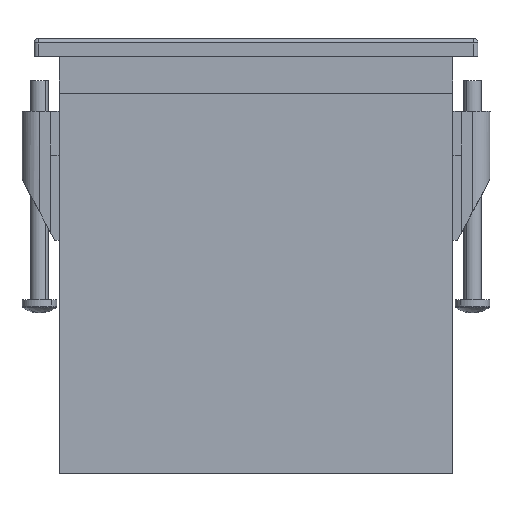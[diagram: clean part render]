
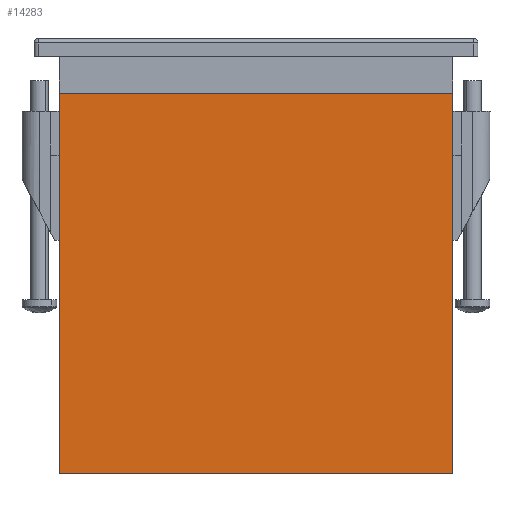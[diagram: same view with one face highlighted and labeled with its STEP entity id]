
A CAD part, front view. The second image highlights one B-rep face of the part: STEP entity #14283.
In plain terms, the highlighted planar face has unit normal (0, -1, 0).
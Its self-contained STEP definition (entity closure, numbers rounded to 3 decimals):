
#946 = EDGE_CURVE ( 'NONE', #24143, #30543, #8020, .T. ) ;
#953 = EDGE_CURVE ( 'NONE', #24143, #24141, #8034, .T. ) ;
#955 = EDGE_CURVE ( 'NONE', #24141, #30546, #8038, .T. ) ;
#7792 = CARTESIAN_POINT ( 'NONE',  ( 45., -20.5, -90.5 ) ) ;
#7797 = PLANE ( 'NONE',  #38238 ) ;
#7802 = DIRECTION ( 'NONE',  ( 0., 1., 0. ) ) ;
#7803 = DIRECTION ( 'NONE',  ( 0., 0., 1. ) ) ;
#8020 = LINE ( 'NONE', #16310, #8021 ) ;
#8021 = VECTOR ( 'NONE', #16311, 1000. ) ;
#8034 = LINE ( 'NONE', #16314, #8035 ) ;
#8035 = VECTOR ( 'NONE', #16325, 1000. ) ;
#8038 = LINE ( 'NONE', #16327, #8039 ) ;
#8039 = VECTOR ( 'NONE', #16343, 1000. ) ;
#14283 = ADVANCED_FACE ( 'NONE', ( #24923 ), #7797, .F. ) ;
#15111 = ORIENTED_EDGE ( 'NONE', *, *, #955, .T. ) ;
#15112 = ORIENTED_EDGE ( 'NONE', *, *, #27538, .F. ) ;
#15113 = ORIENTED_EDGE ( 'NONE', *, *, #946, .F. ) ;
#15114 = ORIENTED_EDGE ( 'NONE', *, *, #953, .T. ) ;
#16310 = CARTESIAN_POINT ( 'NONE',  ( 45., -20.5, -99.5 ) ) ;
#16311 = DIRECTION ( 'NONE',  ( -1., 0., 0. ) ) ;
#16314 = CARTESIAN_POINT ( 'NONE',  ( 45., -20.5, -90.5 ) ) ;
#16325 = DIRECTION ( 'NONE',  ( 0., 0., 1. ) ) ;
#16327 = CARTESIAN_POINT ( 'NONE',  ( 45., -20.5, -12.5 ) ) ;
#16343 = DIRECTION ( 'NONE',  ( -1., 0., 0. ) ) ;
#19621 = CARTESIAN_POINT ( 'NONE',  ( -45., -20.5, -99.5 ) ) ;
#19624 = CARTESIAN_POINT ( 'NONE',  ( -45., -20.5, -12.5 ) ) ;
#23532 = CARTESIAN_POINT ( 'NONE',  ( -45., -20.5, -90.5 ) ) ;
#23533 = DIRECTION ( 'NONE',  ( 0., 0., 1. ) ) ;
#24141 = VERTEX_POINT ( 'NONE', #33830 ) ;
#24143 = VERTEX_POINT ( 'NONE', #33832 ) ;
#24923 = FACE_OUTER_BOUND ( 'NONE', #31027, .T. ) ;
#25579 = LINE ( 'NONE', #23532, #25580 ) ;
#25580 = VECTOR ( 'NONE', #23533, 1000. ) ;
#27538 = EDGE_CURVE ( 'NONE', #30543, #30546, #25579, .T. ) ;
#30543 = VERTEX_POINT ( 'NONE', #19621 ) ;
#30546 = VERTEX_POINT ( 'NONE', #19624 ) ;
#31027 = EDGE_LOOP ( 'NONE', ( #15111, #15112, #15113, #15114 ) ) ;
#33830 = CARTESIAN_POINT ( 'NONE',  ( 45., -20.5, -12.5 ) ) ;
#33832 = CARTESIAN_POINT ( 'NONE',  ( 45., -20.5, -99.5 ) ) ;
#38238 = AXIS2_PLACEMENT_3D ( 'NONE', #7792, #7802, #7803 ) ;
